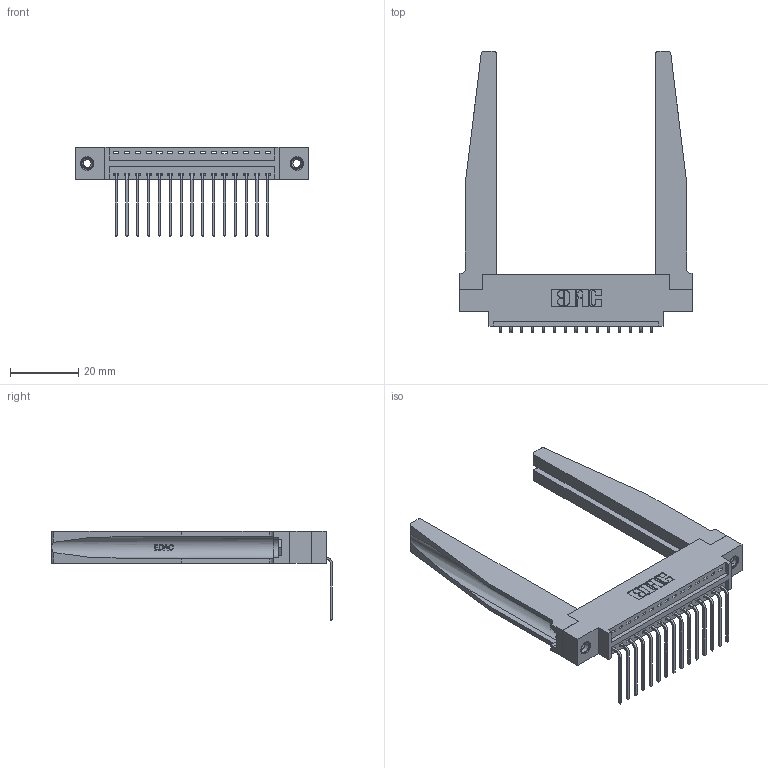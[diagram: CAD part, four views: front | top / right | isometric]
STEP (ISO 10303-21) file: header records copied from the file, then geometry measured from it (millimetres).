
FILE_DESCRIPTION (( 'STEP AP203' ), '1' );
FILE_NAME ('396-015-559-678.STEP', '2019-10-31T20:36:10', ( '' ), ( '' ), 'SwSTEP 2.0', 'SolidWorks 2016', '' );
FILE_SCHEMA (( 'CONFIG_CONTROL_DESIGN' ));
Length unit declared in the file: inch
Products named in the file (5): 345-292-001_558 559 Tail - 1; 346-220-078_345-220-078; 345-250-001_345-250-001-102; 396-015-559-678; 346 Part_0.170 Offset - 0.156 Dia-TH
Assembly tree (20 placements, depth 2):
  396-015-559-678
    346 Part_0.170 Offset - 0.156 Dia-TH
    345-292-001_558 559 Tail - 1  x15
    346-220-078_345-220-078  x2
    345-250-001_345-250-001-102  x2
Bounding box: 68.2 x 82.36 x 26.16 mm (x, y, z)
Volume: 13146.4 mm3; surface area: 14503.3 mm2
Topology: 20 solids, 20 shells, 1260 faces, 3679 edges, 2422 vertices
Faces by surface type: plane 852, cylinder 356, bspline 36, cone 12, torus 4
Entity records: 17908 total; most frequent: CARTESIAN_POINT 3992, ORIENTED_EDGE 2830, DIRECTION 2539, EDGE_CURVE 1415, VECTOR 1129, LINE 1129, VERTEX_POINT 936, AXIS2_PLACEMENT_3D 705
